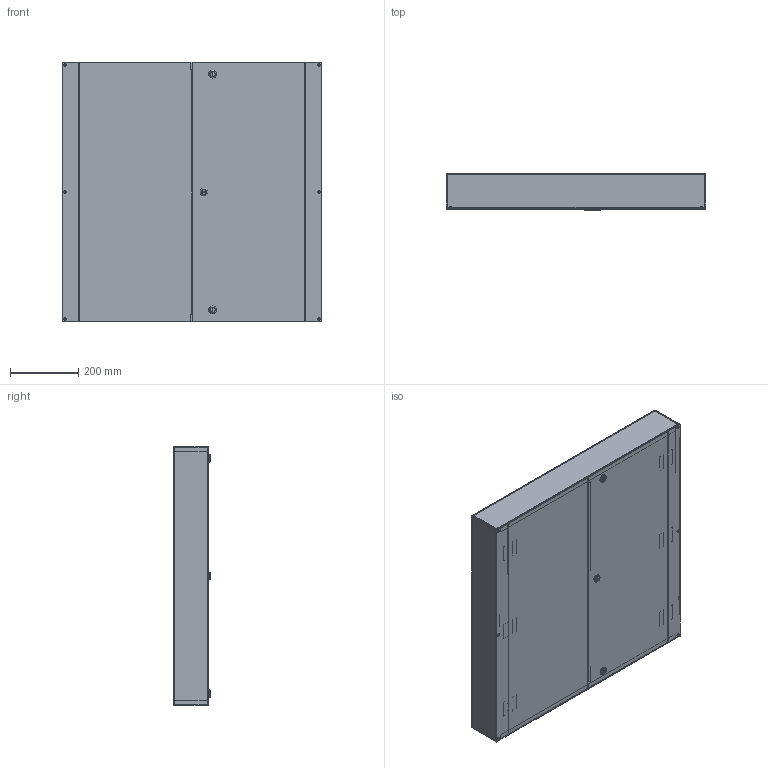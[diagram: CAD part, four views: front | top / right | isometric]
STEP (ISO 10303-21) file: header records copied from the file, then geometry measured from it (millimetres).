
FILE_DESCRIPTION( ( 'Unknown' ), '1' );
FILE_NAME( 'TCS303004.stp', 'Unknown', ( 'Unknown' ), ( 'Unknown' ), 'PSStep 16.0.42', 'Unknown', ' ' );
FILE_SCHEMA( ( 'AUTOMOTIVE_DESIGN { 1 0 10303 214 1 1 1 1 }' ) );
Length unit declared in the file: millimetre
Products named in the file (23): LOCK AVEC TOURNEVIS TYPE 4-12 SANS CAME; HOSING-oa0; INSERT POUR TOURNEVIS-oa1; NOIX DE FIXATION-oa2; Oring-oa3; Oring-oa4; SEAL BLANC-oa5; STOPPER DESSOUS-oa6; VIS DE RETENUE DE LA CAME-oa7; A11KK; CAME K; TCS3030_COUVERCLE-GAUCHE_14ga; TC_porte; TCS3030CG_14ga; TCS30_LANGUETTE_14ga; TC_boitier; TCS30L_14ga; TCS3030_COUVERCLE-DROIT_14ga; TCS3030CD_14ga; TC303004_BOITIER_14ga; TC303004B_14ga; TCxx3004E_14ga; Assem1
Assembly tree (33 placements, depth 5):
  Assem1
    TCS30_LANGUETTE_14ga  x2
      TC_boitier
      TCS30L_14ga
    TCS3030_COUVERCLE-GAUCHE_14ga
      TC_porte  x3
      TCS3030CG_14ga
    TCS3030_COUVERCLE-DROIT_14ga
      TC_porte  x3
      TCS3030CD_14ga
      A11KK  x3
        CAME K
        LOCK AVEC TOURNEVIS TYPE 4-12 SANS CAME
          HOSING-oa0
          INSERT POUR TOURNEVIS-oa1
          NOIX DE FIXATION-oa2
          Oring-oa3
          Oring-oa4
          SEAL BLANC-oa5
          STOPPER DESSOUS-oa6
          VIS DE RETENUE DE LA CAME-oa7
    TC303004_BOITIER_14ga
      TC303004B_14ga
      TCxx3004E_14ga  x2
Bounding box: 762 x 107.98 x 762 mm (x, y, z)
Volume: 2983610.8 mm3; surface area: 3176940.1 mm2
Topology: 46 solids, 46 shells, 1689 faces, 4260 edges, 2711 vertices
Faces by surface type: plane 850, cylinder 417, bspline 302, torus 63, cone 48, sphere 9
Full cylindrical faces by diameter (mm): 3.523 x6, 3.81 x18, 4.293 x6, 6.096 x6, 6.35 x4, 6.985 x3, 7.925 x10, 9.881 x3, 10.084 x3, 11.176 x3, 11.862 x3, 12.192 x3, 12.827 x3, 15.748 x3, 15.799 x3, 17.462 x3, 22.86 x3
Entity records: 50386 total; most frequent: CARTESIAN_POINT 32096, ORIENTED_EDGE 2840, DIRECTION 2509, EDGE_CURVE 1420, VERTEX_POINT 933, AXIS2_PLACEMENT_3D 891, LINE 727, VECTOR 727
